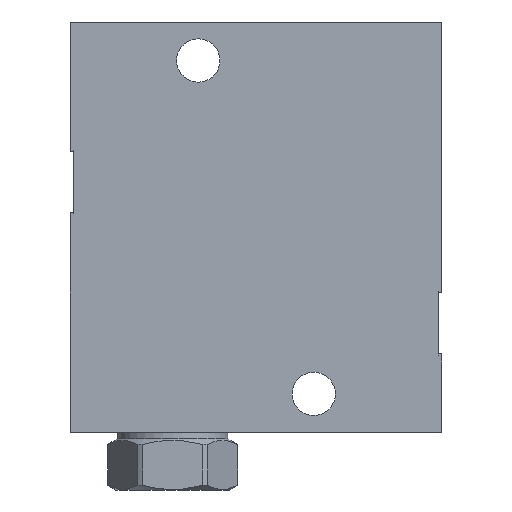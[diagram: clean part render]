
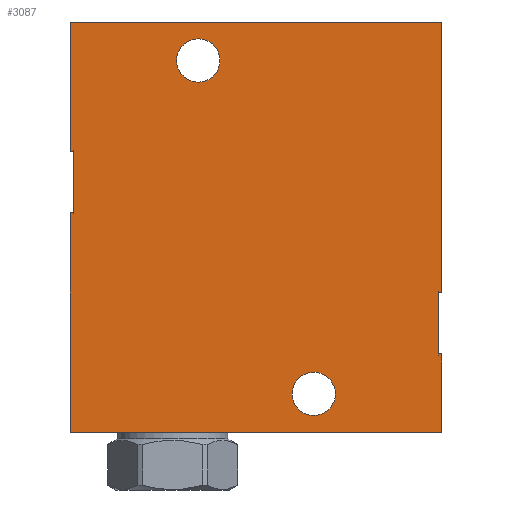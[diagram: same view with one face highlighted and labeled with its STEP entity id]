
A CAD part, front view. The second image highlights one B-rep face of the part: STEP entity #3087.
In plain terms, the highlighted planar face has unit normal (0, -1, 0).
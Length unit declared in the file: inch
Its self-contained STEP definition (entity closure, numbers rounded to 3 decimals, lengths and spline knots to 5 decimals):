
#5=DIRECTION('',(1.,0.,0.));
#6=VECTOR('',#5,3.625);
#7=CARTESIAN_POINT('',(0.,-1.5,0.));
#8=LINE('',#7,#6);
#1236=CARTESIAN_POINT('',(1.25,-1.5,3.625));
#1237=DIRECTION('',(0.,-1.,0.));
#1238=DIRECTION('',(-1.,0.,0.));
#1239=AXIS2_PLACEMENT_3D('',#1236,#1237,#1238);
#1241=CARTESIAN_POINT('',(1.25,-1.5,3.625));
#1242=DIRECTION('',(0.,-1.,0.));
#1243=DIRECTION('',(1.,0.,0.));
#1244=AXIS2_PLACEMENT_3D('',#1241,#1242,#1243);
#1246=CARTESIAN_POINT('',(2.375,-1.5,0.375));
#1247=DIRECTION('',(0.,-1.,0.));
#1248=DIRECTION('',(-1.,0.,0.));
#1249=AXIS2_PLACEMENT_3D('',#1246,#1247,#1248);
#1251=CARTESIAN_POINT('',(2.375,-1.5,0.375));
#1252=DIRECTION('',(0.,-1.,0.));
#1253=DIRECTION('',(1.,0.,0.));
#1254=AXIS2_PLACEMENT_3D('',#1251,#1252,#1253);
#1256=DIRECTION('',(0.,0.,-1.));
#1257=VECTOR('',#1256,0.59582);
#1258=CARTESIAN_POINT('',(0.032,-1.5,2.73591));
#1259=LINE('',#1258,#1257);
#1260=DIRECTION('',(1.,0.,0.));
#1261=VECTOR('',#1260,0.032);
#1262=CARTESIAN_POINT('',(0.,-1.5,2.73591));
#1263=LINE('',#1262,#1261);
#1264=DIRECTION('',(0.,0.,1.));
#1265=VECTOR('',#1264,1.26409);
#1266=CARTESIAN_POINT('',(0.,-1.5,2.73591));
#1267=LINE('',#1266,#1265);
#1268=DIRECTION('',(-1.,0.,0.));
#1269=VECTOR('',#1268,0.032);
#1270=CARTESIAN_POINT('',(3.625,-1.5,1.35991));
#1271=LINE('',#1270,#1269);
#1272=DIRECTION('',(0.,0.,-1.));
#1273=VECTOR('',#1272,0.59582);
#1274=CARTESIAN_POINT('',(3.593,-1.5,1.35991));
#1275=LINE('',#1274,#1273);
#1276=DIRECTION('',(-1.,0.,0.));
#1277=VECTOR('',#1276,0.032);
#1278=CARTESIAN_POINT('',(3.625,-1.5,0.76409));
#1279=LINE('',#1278,#1277);
#1280=DIRECTION('',(0.,0.,1.));
#1281=VECTOR('',#1280,2.14009);
#1282=CARTESIAN_POINT('',(0.,-1.5,0.));
#1283=LINE('',#1282,#1281);
#1284=DIRECTION('',(1.,0.,0.));
#1285=VECTOR('',#1284,0.032);
#1286=CARTESIAN_POINT('',(0.,-1.5,2.14009));
#1287=LINE('',#1286,#1285);
#1326=DIRECTION('',(1.,0.,0.));
#1327=VECTOR('',#1326,3.625);
#1328=CARTESIAN_POINT('',(0.,-1.5,4.));
#1329=LINE('',#1328,#1327);
#1655=DIRECTION('',(0.,0.,1.));
#1656=VECTOR('',#1655,0.76409);
#1657=CARTESIAN_POINT('',(3.625,-1.5,0.));
#1658=LINE('',#1657,#1656);
#1664=DIRECTION('',(0.,0.,1.));
#1665=VECTOR('',#1664,2.64009);
#1666=CARTESIAN_POINT('',(3.625,-1.5,1.35991));
#1667=LINE('',#1666,#1665);
#1808=CARTESIAN_POINT('',(0.,-1.5,0.));
#1810=VERTEX_POINT('',#1808);
#1811=CARTESIAN_POINT('',(3.625,-1.5,0.));
#1812=VERTEX_POINT('',#1811);
#1816=CARTESIAN_POINT('',(0.,-1.5,4.));
#1818=VERTEX_POINT('',#1816);
#1819=CARTESIAN_POINT('',(3.625,-1.5,4.));
#1820=VERTEX_POINT('',#1819);
#1920=CARTESIAN_POINT('',(3.593,-1.5,0.76409));
#1922=VERTEX_POINT('',#1920);
#1924=CARTESIAN_POINT('',(3.593,-1.5,1.35991));
#1926=VERTEX_POINT('',#1924);
#1927=CARTESIAN_POINT('',(3.625,-1.5,0.76409));
#1928=VERTEX_POINT('',#1927);
#1929=CARTESIAN_POINT('',(3.625,-1.5,1.35991));
#1930=VERTEX_POINT('',#1929);
#1961=CARTESIAN_POINT('',(1.039,-1.5,3.625));
#1962=CARTESIAN_POINT('',(1.461,-1.5,3.625));
#1963=VERTEX_POINT('',#1961);
#1964=VERTEX_POINT('',#1962);
#1969=CARTESIAN_POINT('',(2.164,-1.5,0.375));
#1970=CARTESIAN_POINT('',(2.586,-1.5,0.375));
#1971=VERTEX_POINT('',#1969);
#1972=VERTEX_POINT('',#1970);
#1992=CARTESIAN_POINT('',(0.032,-1.5,2.14009));
#1994=VERTEX_POINT('',#1992);
#1995=CARTESIAN_POINT('',(0.032,-1.5,2.73591));
#1996=VERTEX_POINT('',#1995);
#1997=CARTESIAN_POINT('',(0.,-1.5,2.73591));
#1998=VERTEX_POINT('',#1997);
#1999=CARTESIAN_POINT('',(0.,-1.5,2.14009));
#2000=VERTEX_POINT('',#1999);
#3051=CARTESIAN_POINT('',(0.,-1.5,0.));
#3052=DIRECTION('',(0.,-1.,0.));
#3053=DIRECTION('',(1.,0.,0.));
#3054=AXIS2_PLACEMENT_3D('',#3051,#3052,#3053);
#3055=PLANE('',#3054);
#3056=ORIENTED_EDGE('',*,*,#2179,.F.);
#3057=ORIENTED_EDGE('',*,*,#2161,.F.);
#3058=ORIENTED_EDGE('',*,*,#2135,.T.);
#3060=ORIENTED_EDGE('',*,*,#3059,.T.);
#3062=ORIENTED_EDGE('',*,*,#3061,.F.);
#3064=ORIENTED_EDGE('',*,*,#3063,.T.);
#3066=ORIENTED_EDGE('',*,*,#3065,.T.);
#3068=ORIENTED_EDGE('',*,*,#3067,.F.);
#3070=ORIENTED_EDGE('',*,*,#3069,.F.);
#3071=ORIENTED_EDGE('',*,*,#2094,.F.);
#3072=ORIENTED_EDGE('',*,*,#2116,.T.);
#3073=ORIENTED_EDGE('',*,*,#2147,.T.);
#3074=EDGE_LOOP('',(#3056,#3057,#3058,#3060,#3062,#3064,#3066,#3068,#3070,#3071,
#3072,#3073));
#3075=FACE_OUTER_BOUND('',#3074,.F.);
#3077=ORIENTED_EDGE('',*,*,#3076,.T.);
#3079=ORIENTED_EDGE('',*,*,#3078,.T.);
#3080=EDGE_LOOP('',(#3077,#3079));
#3081=FACE_BOUND('',#3080,.F.);
#3082=ORIENTED_EDGE('',*,*,#3041,.T.);
#3084=ORIENTED_EDGE('',*,*,#3083,.T.);
#3085=EDGE_LOOP('',(#3082,#3084));
#3086=FACE_BOUND('',#3085,.F.);
#3087=ADVANCED_FACE('',(#3075,#3081,#3086),#3055,.T.);
#1240=CIRCLE('',#1239,0.211);
#1245=CIRCLE('',#1244,0.211);
#1250=CIRCLE('',#1249,0.211);
#1255=CIRCLE('',#1254,0.211);
#2094=EDGE_CURVE('',#1810,#1812,#8,.T.);
#2116=EDGE_CURVE('',#1810,#2000,#1283,.T.);
#2135=EDGE_CURVE('',#1998,#1818,#1267,.T.);
#2147=EDGE_CURVE('',#2000,#1994,#1287,.T.);
#2161=EDGE_CURVE('',#1998,#1996,#1263,.T.);
#2179=EDGE_CURVE('',#1996,#1994,#1259,.T.);
#3041=EDGE_CURVE('',#1963,#1964,#1240,.T.);
#3059=EDGE_CURVE('',#1818,#1820,#1329,.T.);
#3061=EDGE_CURVE('',#1930,#1820,#1667,.T.);
#3063=EDGE_CURVE('',#1930,#1926,#1271,.T.);
#3065=EDGE_CURVE('',#1926,#1922,#1275,.T.);
#3067=EDGE_CURVE('',#1928,#1922,#1279,.T.);
#3069=EDGE_CURVE('',#1812,#1928,#1658,.T.);
#3076=EDGE_CURVE('',#1971,#1972,#1250,.T.);
#3078=EDGE_CURVE('',#1972,#1971,#1255,.T.);
#3083=EDGE_CURVE('',#1964,#1963,#1245,.T.);
